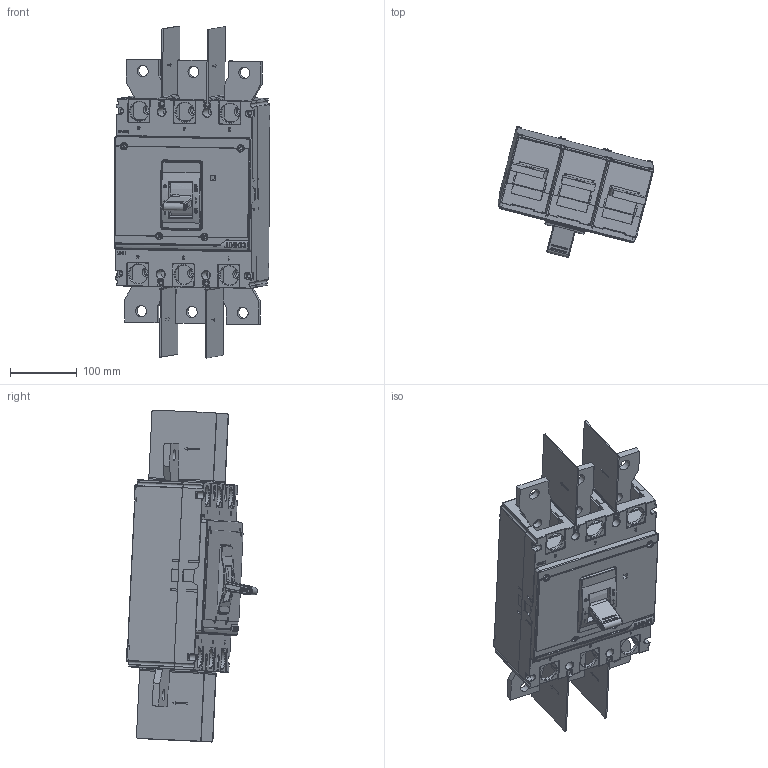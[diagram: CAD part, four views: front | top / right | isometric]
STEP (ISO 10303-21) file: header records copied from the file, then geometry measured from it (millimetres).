
FILE_DESCRIPTION(/* description */ (''),/* implementation_level */ '2;1');
FILE_NAME(/* name */ 'NXM-1000 3P.stp',/* time_stamp */ '2017-04-07T19:37:12+08:00',/* author */ (''),/* organization */ (''),/* preprocessor_version */ 'ST-DEVELOPER v11',/* originating_system */ 'SIEMENS PLM Software NX 7.5',/* authorisation */ '');
FILE_SCHEMA (('CONFIG_CONTROL_DESIGN'));
Products named in the file (1): NXM-1000 3P
Bounding box: 232.67 x 195.91 x 495.99 mm (x, y, z)
Volume: 5890465.4 mm3; surface area: 812367.6 mm2
Topology: 18 solids, 39 shells, 3637 faces, 9955 edges, 6481 vertices
Faces by surface type: plane 2291, cylinder 730, extrusion 335, torus 96, bspline 85, cone 64, sphere 36
Full cylindrical faces by diameter (mm): 3.3 x1, 4 x12, 5 x1, 5.166 x2, 5.2 x10, 5.5 x10, 6 x9, 7.2 x4, 9.5 x9, 13 x10, 14 x10, 14.5 x2, 15.2 x4, 17 x6, 29 x6
Entity records: 122902 total; most frequent: CARTESIAN_POINT 32149, ORIENTED_EDGE 19512, DIRECTION 17234, EDGE_CURVE 9756, VECTOR 7146, LINE 6811, VERTEX_POINT 6431, AXIS2_PLACEMENT_3D 5044
